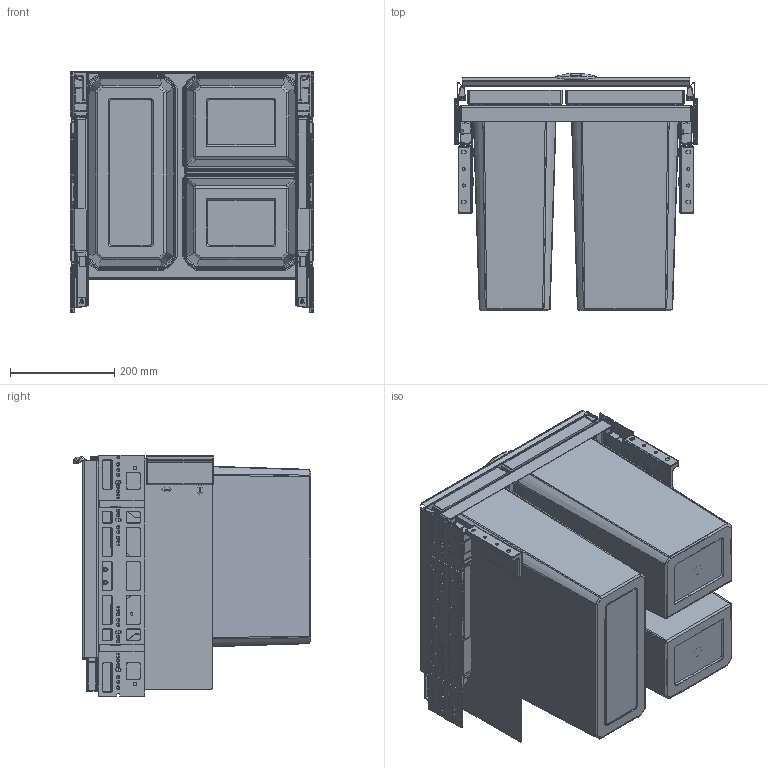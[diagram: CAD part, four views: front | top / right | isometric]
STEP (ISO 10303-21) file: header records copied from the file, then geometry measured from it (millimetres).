
FILE_DESCRIPTION(('STEP AP214'),'1');
FILE_NAME('8012355_V Cox Base 460 S_500-3.STP','2024-08-13T08:17:16',(' '),(' '),'Spatial InterOp 3D',' ',' ');
FILE_SCHEMA(('AUTOMOTIVE_DESIGN { 1 0 10303 214 1 1 1 1 }'));
Length unit declared in the file: millimetre
Products named in the file (1): 3D-Objekt
Bounding box: 468 x 455.76 x 464 mm (x, y, z)
Volume: 4924807.1 mm3; surface area: 3963323.5 mm2
Topology: 30 solids, 32 shells, 4412 faces, 11360 edges, 7096 vertices
Faces by surface type: plane 1816, cylinder 1670, torus 594, cone 130, bspline 108, sphere 78, extrusion 16
Entity records: 194870 total; most frequent: CARTESIAN_POINT 30120, DIRECTION 23726, ORIENTED_EDGE 22664, EDGE_CURVE 11332, STYLED_ITEM 10503, PRESENTATION_STYLE_ASSIGNMENT 10503, COLOUR_RGB 10503, CURVE_STYLE 9765
